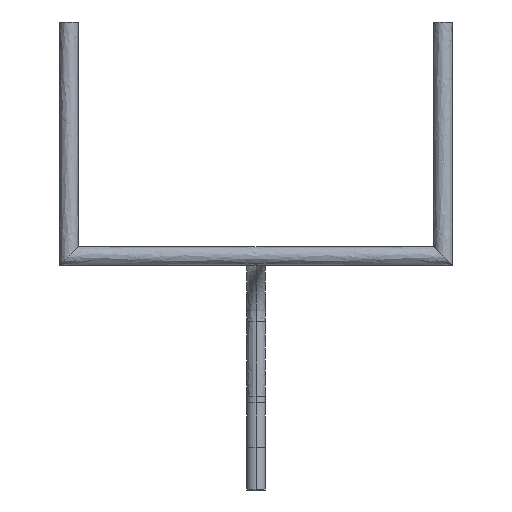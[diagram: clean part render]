
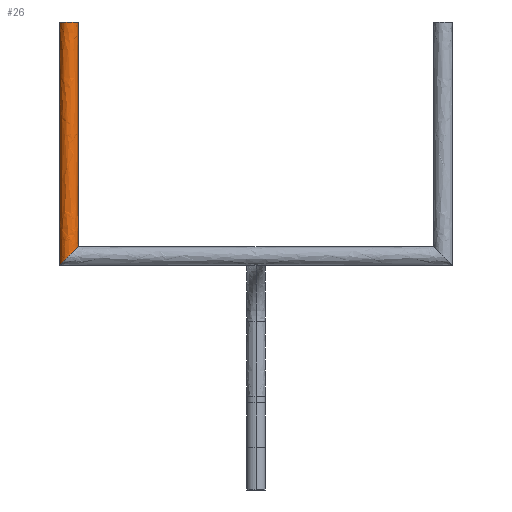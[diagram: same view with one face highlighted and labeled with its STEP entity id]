
A CAD part, front view. The second image highlights one B-rep face of the part: STEP entity #26.
In plain terms, the highlighted free-form (B-spline) face has degree [2, 3] with [5, 7] control points.
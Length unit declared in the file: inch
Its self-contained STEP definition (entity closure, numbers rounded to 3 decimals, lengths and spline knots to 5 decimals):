
#26=ADVANCED_FACE('',(#48),#291,.T.);
#48=FACE_OUTER_BOUND('',#70,.T.);
#70=EDGE_LOOP('',(#125,#126,#127,#128));
#125=ORIENTED_EDGE('',*,*,#195,.F.);
#126=ORIENTED_EDGE('',*,*,#194,.T.);
#127=ORIENTED_EDGE('',*,*,#205,.F.);
#128=ORIENTED_EDGE('',*,*,#207,.F.);
#194=EDGE_CURVE('',#270,#267,#240,.T.);
#195=EDGE_CURVE('',#270,#276,#241,.T.);
#205=EDGE_CURVE('',#274,#267,#221,.T.);
#207=EDGE_CURVE('',#276,#274,#251,.T.);
#221=B_SPLINE_CURVE_WITH_KNOTS('',3,(#1131,#1132,#1133,#1134,#1135,#1136,
#1137,#1138,#1139,#1140,#1141,#1142,#1143,#1144,#1145,#1146,#1147,#1148,
#1149,#1150,#1151,#1152,#1153,#1154,#1155),.UNSPECIFIED.,.F.,.F.,(4,1,1,
1,1,1,1,1,1,1,3,1,1,1,1,1,1,1,1,1,4),(-0.38175,-0.3566,
-0.34293,-0.32834,-0.31281,-0.29638,
-0.2792,-0.26151,-0.24356,-0.22567,
-0.19087,-0.15608,-0.13818,-0.12024,
-0.10254,-0.08537,-0.06894,-0.0534,
-0.03882,-0.02515,0.),.UNSPECIFIED.);
#240=(
BOUNDED_CURVE()
B_SPLINE_CURVE(3,(#1074,#1075,#1076,#1077,#1078,#1079,#1080),
 .UNSPECIFIED.,.F.,.F.)
B_SPLINE_CURVE_WITH_KNOTS((4,3,4),(0.,2.5,2.6),
 .UNSPECIFIED.)
CURVE()
GEOMETRIC_REPRESENTATION_ITEM()
RATIONAL_B_SPLINE_CURVE((1.,1.,1.,1.,1.,1.,1.))
REPRESENTATION_ITEM('')
);
#241=(
BOUNDED_CURVE()
B_SPLINE_CURVE(2,(#1081,#1082,#1083,#1084,#1085),.UNSPECIFIED.,.F.,.F.)
B_SPLINE_CURVE_WITH_KNOTS((3,2,3),(-0.62832,-0.47124,
-0.31416),.UNSPECIFIED.)
CURVE()
GEOMETRIC_REPRESENTATION_ITEM()
RATIONAL_B_SPLINE_CURVE((1.,0.707,1.,0.707,1.))
REPRESENTATION_ITEM('')
);
#251=(
BOUNDED_CURVE()
B_SPLINE_CURVE(3,(#1181,#1182,#1183,#1184),.UNSPECIFIED.,.F.,.F.)
B_SPLINE_CURVE_WITH_KNOTS((4,4),(0.,2.4),.UNSPECIFIED.)
CURVE()
GEOMETRIC_REPRESENTATION_ITEM()
RATIONAL_B_SPLINE_CURVE((1.,1.,1.,1.))
REPRESENTATION_ITEM('')
);
#267=VERTEX_POINT('',#890);
#270=VERTEX_POINT('',#893);
#274=VERTEX_POINT('',#897);
#276=VERTEX_POINT('',#899);
#291=(
BOUNDED_SURFACE()
B_SPLINE_SURFACE(2,3,((#521,#522,#523,#524,#525,#526,#527),(#528,#529,#530,
#531,#532,#533,#534),(#535,#536,#537,#538,#539,#540,#541),(#542,#543,#544,
#545,#546,#547,#548),(#549,#550,#551,#552,#553,#554,#555)),
 .UNSPECIFIED.,.F.,.F.,.F.)
B_SPLINE_SURFACE_WITH_KNOTS((3,2,3),(4,3,4),(0.31416,0.47124,
0.62832),(0.,2.5,2.8928),.UNSPECIFIED.)
GEOMETRIC_REPRESENTATION_ITEM()
RATIONAL_B_SPLINE_SURFACE(((1.,1.,1.,1.,1.,1.,1.),(0.707,0.707,
0.707,0.707,0.707,0.707,
0.707),(1.,1.,1.,1.,1.,1.,1.),(0.707,0.707,
0.707,0.707,0.707,0.707,
0.707),(1.,1.,1.,1.,1.,1.,1.)))
REPRESENTATION_ITEM('')
SURFACE()
);
#521=CARTESIAN_POINT('',(-1.9,0.,4.));
#522=CARTESIAN_POINT('',(-1.9,0.,3.16668));
#523=CARTESIAN_POINT('',(-1.9,0.,2.33332));
#524=CARTESIAN_POINT('',(-1.9,0.,1.5));
#525=CARTESIAN_POINT('',(-1.9,0.,1.36907));
#526=CARTESIAN_POINT('',(-1.9,0.,1.23814));
#527=CARTESIAN_POINT('',(-1.9,0.,1.10721));
#528=CARTESIAN_POINT('',(-1.9,-0.1,4.));
#529=CARTESIAN_POINT('',(-1.9,-0.1,3.16668));
#530=CARTESIAN_POINT('',(-1.9,-0.1,2.33332));
#531=CARTESIAN_POINT('',(-1.9,-0.1,1.5));
#532=CARTESIAN_POINT('',(-1.9,-0.1,1.36907));
#533=CARTESIAN_POINT('',(-1.9,-0.1,1.23814));
#534=CARTESIAN_POINT('',(-1.9,-0.1,1.10721));
#535=CARTESIAN_POINT('',(-2.,-0.1,4.));
#536=CARTESIAN_POINT('',(-2.,-0.1,3.16668));
#537=CARTESIAN_POINT('',(-2.,-0.1,2.33332));
#538=CARTESIAN_POINT('',(-2.,-0.1,1.5));
#539=CARTESIAN_POINT('',(-2.,-0.1,1.36907));
#540=CARTESIAN_POINT('',(-2.,-0.1,1.23814));
#541=CARTESIAN_POINT('',(-2.,-0.1,1.10721));
#542=CARTESIAN_POINT('',(-2.1,-0.1,4.));
#543=CARTESIAN_POINT('',(-2.1,-0.1,3.16668));
#544=CARTESIAN_POINT('',(-2.1,-0.1,2.33332));
#545=CARTESIAN_POINT('',(-2.1,-0.1,1.5));
#546=CARTESIAN_POINT('',(-2.1,-0.1,1.36907));
#547=CARTESIAN_POINT('',(-2.1,-0.1,1.23814));
#548=CARTESIAN_POINT('',(-2.1,-0.1,1.10721));
#549=CARTESIAN_POINT('',(-2.1,0.,4.));
#550=CARTESIAN_POINT('',(-2.1,0.,3.16668));
#551=CARTESIAN_POINT('',(-2.1,0.,2.33332));
#552=CARTESIAN_POINT('',(-2.1,0.,1.5));
#553=CARTESIAN_POINT('',(-2.1,0.,1.36907));
#554=CARTESIAN_POINT('',(-2.1,0.,1.23814));
#555=CARTESIAN_POINT('',(-2.1,0.,1.10721));
#890=CARTESIAN_POINT('',(-2.1,0.,1.4));
#893=CARTESIAN_POINT('',(-2.1,0.,4.));
#897=CARTESIAN_POINT('',(-1.9,0.,1.6));
#899=CARTESIAN_POINT('',(-1.9,0.,4.));
#1074=CARTESIAN_POINT('',(-2.1,0.,4.));
#1075=CARTESIAN_POINT('',(-2.1,0.,3.16668));
#1076=CARTESIAN_POINT('',(-2.1,0.,2.33332));
#1077=CARTESIAN_POINT('',(-2.1,0.,1.5));
#1078=CARTESIAN_POINT('',(-2.1,0.,1.46667));
#1079=CARTESIAN_POINT('',(-2.1,0.,1.43333));
#1080=CARTESIAN_POINT('',(-2.1,0.,1.4));
#1081=CARTESIAN_POINT('',(-2.1,0.,4.));
#1082=CARTESIAN_POINT('',(-2.1,-0.1,4.));
#1083=CARTESIAN_POINT('',(-2.,-0.1,4.));
#1084=CARTESIAN_POINT('',(-1.9,-0.1,4.));
#1085=CARTESIAN_POINT('',(-1.9,0.,4.));
#1131=CARTESIAN_POINT('',(-1.9,0.,1.6));
#1132=CARTESIAN_POINT('',(-1.89999,-0.0084,1.60001));
#1133=CARTESIAN_POINT('',(-1.90168,-0.02132,1.59832));
#1134=CARTESIAN_POINT('',(-1.907,-0.03755,1.593));
#1135=CARTESIAN_POINT('',(-1.91284,-0.04965,1.58716));
#1136=CARTESIAN_POINT('',(-1.92038,-0.06101,1.57962));
#1137=CARTESIAN_POINT('',(-1.92944,-0.0713,1.57056));
#1138=CARTESIAN_POINT('',(-1.93979,-0.08023,1.56021));
#1139=CARTESIAN_POINT('',(-1.95112,-0.08759,1.54888));
#1140=CARTESIAN_POINT('',(-1.96311,-0.09326,1.53689));
#1141=CARTESIAN_POINT('',(-1.97937,-0.09848,1.52063));
#1142=CARTESIAN_POINT('',(-1.9918,-0.1,1.5082));
#1143=CARTESIAN_POINT('',(-2.,-0.1,1.5));
#1144=CARTESIAN_POINT('',(-2.0082,-0.1,1.4918));
#1145=CARTESIAN_POINT('',(-2.02063,-0.09848,1.47937));
#1146=CARTESIAN_POINT('',(-2.03689,-0.09326,1.46311));
#1147=CARTESIAN_POINT('',(-2.04888,-0.08759,1.45112));
#1148=CARTESIAN_POINT('',(-2.06021,-0.08023,1.43979));
#1149=CARTESIAN_POINT('',(-2.07056,-0.0713,1.42944));
#1150=CARTESIAN_POINT('',(-2.07962,-0.06101,1.42038));
#1151=CARTESIAN_POINT('',(-2.08716,-0.04965,1.41284));
#1152=CARTESIAN_POINT('',(-2.093,-0.03755,1.407));
#1153=CARTESIAN_POINT('',(-2.09832,-0.02132,1.40168));
#1154=CARTESIAN_POINT('',(-2.10001,-0.0084,1.39999));
#1155=CARTESIAN_POINT('',(-2.1,0.,1.4));
#1181=CARTESIAN_POINT('',(-1.9,0.,4.));
#1182=CARTESIAN_POINT('',(-1.9,0.,3.20002));
#1183=CARTESIAN_POINT('',(-1.9,0.,2.39999));
#1184=CARTESIAN_POINT('',(-1.9,0.,1.6));
